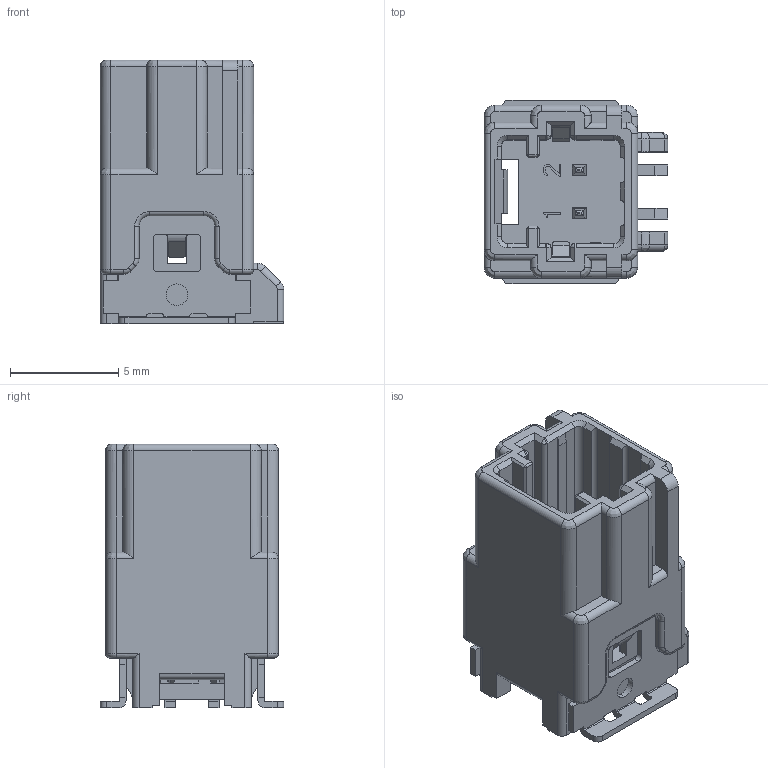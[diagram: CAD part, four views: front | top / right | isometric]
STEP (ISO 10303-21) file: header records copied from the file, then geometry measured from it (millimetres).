
FILE_DESCRIPTION((''),'2;1');
FILE_NAME('_KM1300002__020_2M_SMT_HDR_A_VT','2016-08-05T',('Personal'),(''),'PRO/ENGINEER BY PARAMETRIC TECHNOLOGY CORPORATION, 2011080','PRO/ENGINEER BY PARAMETRIC TECHNOLOGY CORPORATION, 2011080','');
FILE_SCHEMA(('CONFIG_CONTROL_DESIGN'));
Length unit declared in the file: millimetre
Products named in the file (1): _KM1300002__020_2M_SMT_HDR_A_VT
Bounding box: 8.5 x 8.5 x 12.2 mm (x, y, z)
Volume: 333.3 mm3; surface area: 925 mm2
Topology: 1 solids, 1 shells, 679 faces, 1908 edges, 1209 vertices
Faces by surface type: plane 427, cylinder 196, cone 24, bspline 16, torus 16
Entity records: 22050 total; most frequent: CARTESIAN_POINT 4447, ORIENTED_EDGE 3800, DIRECTION 3527, EDGE_CURVE 1900, VECTOR 1451, LINE 1451, VERTEX_POINT 1209, AXIS2_PLACEMENT_3D 1038
